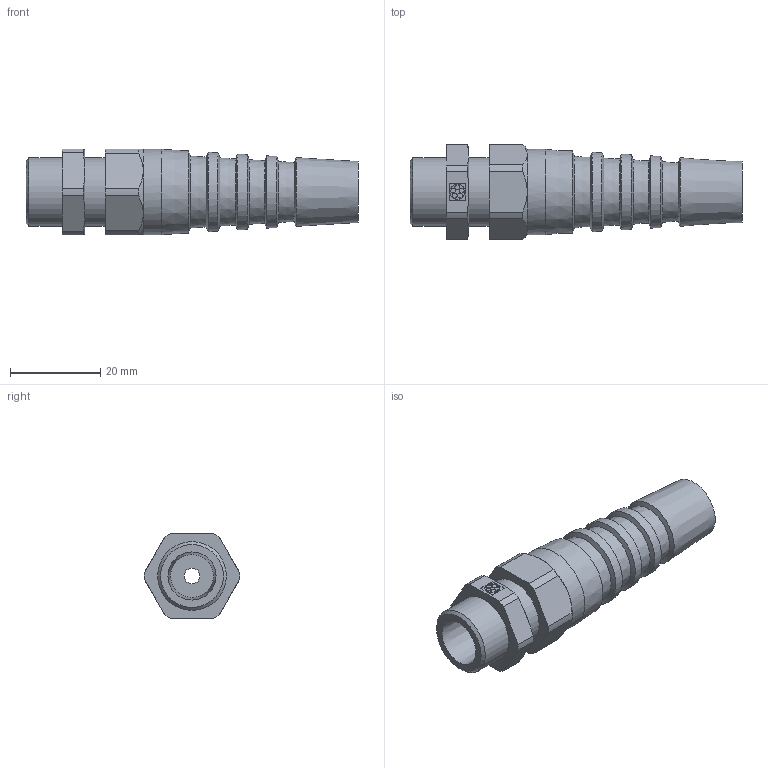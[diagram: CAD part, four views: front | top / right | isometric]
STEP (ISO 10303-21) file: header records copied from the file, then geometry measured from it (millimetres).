
FILE_DESCRIPTION( ( 'STEP AP214' ), '1' );
FILE_NAME( 'SKINTOP BS PG 9 Art. Nr. 53015610(F=3.5).stp', '2020-06-03T06:18:17', ( 'License CC BY-ND 4.0' ), ( 'CADENAS' ), ' ', 'PARTsolutions', ' ' );
FILE_SCHEMA( ( 'AUTOMOTIVE_DESIGN { 1 0 10303 214 1 1 1 1 }' ) );
Length unit declared in the file: millimetre
Products named in the file (1): _SKINTOP BS PG 9      Art. Nr. 53015610(F=3.5)
Bounding box: 73.5 x 21.09 x 19 mm (x, y, z)
Volume: 11045.1 mm3; surface area: 6835.2 mm2
Topology: 1 solids, 1 shells, 83 faces, 203 edges, 129 vertices
Faces by surface type: plane 35, cylinder 27, cone 21
Full cylindrical faces by diameter (mm): 3.5 x1, 8.9 x1, 15.2 x2, 18.9 x1
Entity records: 3052 total; most frequent: CARTESIAN_POINT 486, DIRECTION 406, ORIENTED_EDGE 350, EDGE_CURVE 175, AXIS2_PLACEMENT_3D 159, VERTEX_POINT 127, EDGE_LOOP 118, FACE_OUTER_BOUND 88
